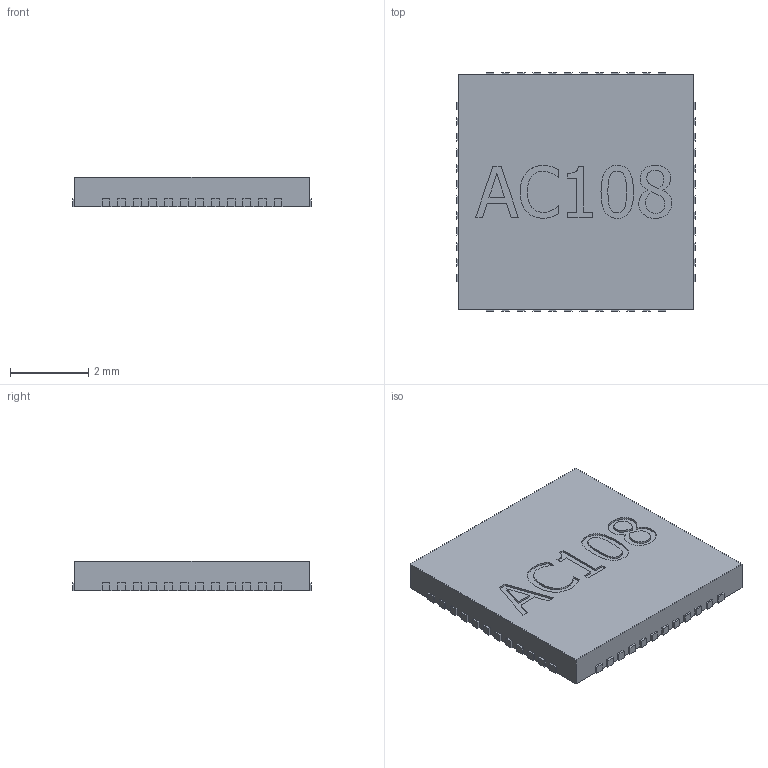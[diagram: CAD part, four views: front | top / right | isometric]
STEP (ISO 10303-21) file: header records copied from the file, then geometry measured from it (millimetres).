
FILE_DESCRIPTION(/* description */ (''),/* implementation_level */ '2;1');
FILE_NAME(/* name */ 'AC108_3D.stp',/* time_stamp */ '2022-12-07T00:49:24+09:00',/* author */ ('OFFLINE'),/* organization */ (''),/* preprocessor_version */ 'ST-DEVELOPER v18',/* originating_system */ 'Autodesk Inventor 2020',/* authorisation */ '');
FILE_SCHEMA (('AUTOMOTIVE_DESIGN { 1 0 10303 214 3 1 1 }'));
Length unit declared in the file: millimetre
Products named in the file (1): 부품1
Bounding box: 6.1 x 6.1 x 0.75 mm (x, y, z)
Volume: 27 mm3; surface area: 93.4 mm2
Topology: 1 solids, 1 shells, 282 faces, 813 edges, 542 vertices
Faces by surface type: plane 234, bspline 48
Entity records: 9620 total; most frequent: CARTESIAN_POINT 2262, ORIENTED_EDGE 1626, DIRECTION 1187, EDGE_CURVE 813, LINE 717, VECTOR 717, VERTEX_POINT 542, EDGE_LOOP 291
